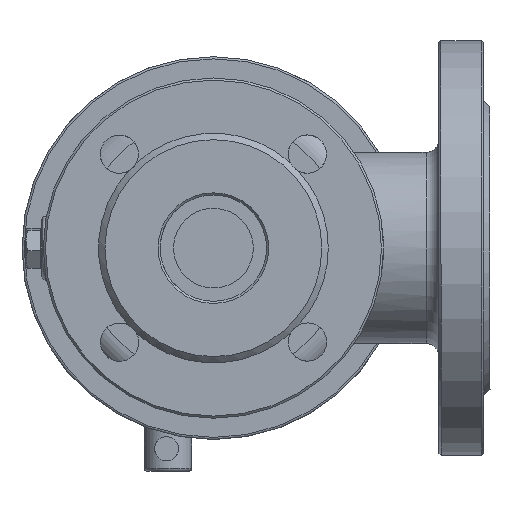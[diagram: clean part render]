
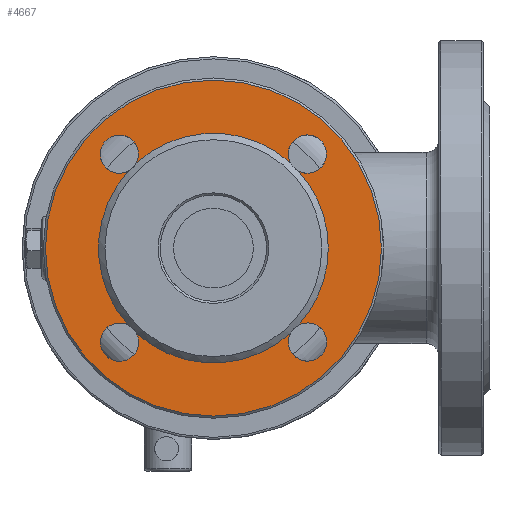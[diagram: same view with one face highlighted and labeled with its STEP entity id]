
A CAD part, front view. The second image highlights one B-rep face of the part: STEP entity #4667.
In plain terms, the highlighted planar face has unit normal (0, -1, 0).
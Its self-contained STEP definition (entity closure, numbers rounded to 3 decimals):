
#857=FACE_BOUND('',#1435,.T.);
#961=PLANE('',#5185);
#1139=FACE_OUTER_BOUND('',#1434,.T.);
#1434=EDGE_LOOP('',(#3628));
#1435=EDGE_LOOP('',(#3629,#3630,#3631,#3632,#3633,#3634,#3635,#3636,#3637,
#3638,#3639,#3640,#3641));
#1733=CIRCLE('',#5172,79.);
#1738=CIRCLE('',#5180,54.);
#1739=CIRCLE('',#5181,54.);
#1740=CIRCLE('',#5182,54.);
#1741=CIRCLE('',#5183,54.);
#1742=CIRCLE('',#5184,54.);
#1743=CIRCLE('',#5186,9.);
#1744=CIRCLE('',#5187,9.);
#1745=CIRCLE('',#5188,9.);
#1746=CIRCLE('',#5189,9.);
#1747=CIRCLE('',#5190,9.);
#1748=CIRCLE('',#5191,9.);
#1749=CIRCLE('',#5192,9.);
#1750=CIRCLE('',#5193,9.);
#2121=VERTEX_POINT('',#8969);
#2128=VERTEX_POINT('',#9022);
#2129=VERTEX_POINT('',#9023);
#2130=VERTEX_POINT('',#9030);
#2131=VERTEX_POINT('',#9033);
#2132=VERTEX_POINT('',#9035);
#2133=VERTEX_POINT('',#9042);
#2134=VERTEX_POINT('',#9044);
#2135=VERTEX_POINT('',#9051);
#2136=VERTEX_POINT('',#9053);
#2137=VERTEX_POINT('',#9062);
#2138=VERTEX_POINT('',#9065);
#2139=VERTEX_POINT('',#9068);
#2140=VERTEX_POINT('',#9071);
#2649=EDGE_CURVE('',#2121,#2121,#1733,.T.);
#2659=EDGE_CURVE('',#2128,#2130,#1738,.T.);
#2661=EDGE_CURVE('',#2130,#2131,#1739,.T.);
#2663=EDGE_CURVE('',#2132,#2133,#1740,.T.);
#2665=EDGE_CURVE('',#2134,#2135,#1741,.T.);
#2667=EDGE_CURVE('',#2136,#2129,#1742,.T.);
#2668=EDGE_CURVE('',#2136,#2137,#1743,.T.);
#2669=EDGE_CURVE('',#2137,#2135,#1744,.T.);
#2670=EDGE_CURVE('',#2134,#2138,#1745,.T.);
#2671=EDGE_CURVE('',#2138,#2133,#1746,.T.);
#2672=EDGE_CURVE('',#2132,#2139,#1747,.T.);
#2673=EDGE_CURVE('',#2139,#2131,#1748,.T.);
#2674=EDGE_CURVE('',#2128,#2140,#1749,.T.);
#2675=EDGE_CURVE('',#2140,#2129,#1750,.T.);
#3628=ORIENTED_EDGE('',*,*,#2649,.F.);
#3629=ORIENTED_EDGE('',*,*,#2667,.F.);
#3630=ORIENTED_EDGE('',*,*,#2668,.T.);
#3631=ORIENTED_EDGE('',*,*,#2669,.T.);
#3632=ORIENTED_EDGE('',*,*,#2665,.F.);
#3633=ORIENTED_EDGE('',*,*,#2670,.T.);
#3634=ORIENTED_EDGE('',*,*,#2671,.T.);
#3635=ORIENTED_EDGE('',*,*,#2663,.F.);
#3636=ORIENTED_EDGE('',*,*,#2672,.T.);
#3637=ORIENTED_EDGE('',*,*,#2673,.T.);
#3638=ORIENTED_EDGE('',*,*,#2661,.F.);
#3639=ORIENTED_EDGE('',*,*,#2659,.F.);
#3640=ORIENTED_EDGE('',*,*,#2674,.T.);
#3641=ORIENTED_EDGE('',*,*,#2675,.T.);
#4667=ADVANCED_FACE('',(#1139,#857),#961,.T.);
#5172=AXIS2_PLACEMENT_3D('',#8970,#6048,#6049);
#5180=AXIS2_PLACEMENT_3D('',#9031,#6066,#6067);
#5181=AXIS2_PLACEMENT_3D('',#9034,#6069,#6070);
#5182=AXIS2_PLACEMENT_3D('',#9043,#6071,#6072);
#5183=AXIS2_PLACEMENT_3D('',#9052,#6073,#6074);
#5184=AXIS2_PLACEMENT_3D('',#9060,#6075,#6076);
#5185=AXIS2_PLACEMENT_3D('',#9061,#6077,#6078);
#5186=AXIS2_PLACEMENT_3D('',#9063,#6079,#6080);
#5187=AXIS2_PLACEMENT_3D('',#9064,#6081,#6082);
#5188=AXIS2_PLACEMENT_3D('',#9066,#6083,#6084);
#5189=AXIS2_PLACEMENT_3D('',#9067,#6085,#6086);
#5190=AXIS2_PLACEMENT_3D('',#9069,#6087,#6088);
#5191=AXIS2_PLACEMENT_3D('',#9070,#6089,#6090);
#5192=AXIS2_PLACEMENT_3D('',#9072,#6091,#6092);
#5193=AXIS2_PLACEMENT_3D('',#9073,#6093,#6094);
#6048=DIRECTION('center_axis',(0.,1.,0.));
#6049=DIRECTION('ref_axis',(-1.,0.,0.));
#6066=DIRECTION('center_axis',(0.,-1.,0.));
#6067=DIRECTION('ref_axis',(-1.,0.,0.));
#6069=DIRECTION('center_axis',(0.,-1.,0.));
#6070=DIRECTION('ref_axis',(-1.,0.,0.));
#6071=DIRECTION('center_axis',(0.,-1.,0.));
#6072=DIRECTION('ref_axis',(-1.,0.,0.));
#6073=DIRECTION('center_axis',(0.,-1.,0.));
#6074=DIRECTION('ref_axis',(-1.,0.,0.));
#6075=DIRECTION('center_axis',(0.,-1.,0.));
#6076=DIRECTION('ref_axis',(-1.,0.,0.));
#6077=DIRECTION('center_axis',(0.,-1.,0.));
#6078=DIRECTION('ref_axis',(0.,0.,-1.));
#6079=DIRECTION('center_axis',(0.,1.,0.));
#6080=DIRECTION('ref_axis',(-1.,0.,0.));
#6081=DIRECTION('center_axis',(0.,1.,0.));
#6082=DIRECTION('ref_axis',(-1.,0.,0.));
#6083=DIRECTION('center_axis',(0.,1.,0.));
#6084=DIRECTION('ref_axis',(-1.,0.,0.));
#6085=DIRECTION('center_axis',(0.,1.,0.));
#6086=DIRECTION('ref_axis',(-1.,0.,0.));
#6087=DIRECTION('center_axis',(0.,1.,0.));
#6088=DIRECTION('ref_axis',(-1.,0.,0.));
#6089=DIRECTION('center_axis',(0.,1.,0.));
#6090=DIRECTION('ref_axis',(-1.,0.,0.));
#6091=DIRECTION('center_axis',(0.,1.,0.));
#6092=DIRECTION('ref_axis',(-1.,0.,0.));
#6093=DIRECTION('center_axis',(0.,1.,0.));
#6094=DIRECTION('ref_axis',(-1.,0.,0.));
#8969=CARTESIAN_POINT('',(39.,-57.,0.));
#8970=CARTESIAN_POINT('Origin',(-40.,-57.,0.));
#9022=CARTESIAN_POINT('',(0.078,-57.,-36.191));
#9023=CARTESIAN_POINT('',(-3.809,-57.,-40.078));
#9030=CARTESIAN_POINT('',(14.,-57.,0.));
#9031=CARTESIAN_POINT('Origin',(-40.,-57.,0.));
#9033=CARTESIAN_POINT('',(0.078,-57.,36.191));
#9034=CARTESIAN_POINT('Origin',(-40.,-57.,0.));
#9035=CARTESIAN_POINT('',(-3.809,-57.,40.078));
#9042=CARTESIAN_POINT('',(-76.191,-57.,40.078));
#9043=CARTESIAN_POINT('Origin',(-40.,-57.,0.));
#9044=CARTESIAN_POINT('',(-80.078,-57.,36.191));
#9051=CARTESIAN_POINT('',(-80.078,-57.,-36.191));
#9052=CARTESIAN_POINT('Origin',(-40.,-57.,0.));
#9053=CARTESIAN_POINT('',(-76.191,-57.,-40.078));
#9060=CARTESIAN_POINT('Origin',(-40.,-57.,0.));
#9061=CARTESIAN_POINT('Origin',(-40.,-57.,0.));
#9062=CARTESIAN_POINT('',(-75.194,-57.,-44.194));
#9063=CARTESIAN_POINT('Origin',(-84.194,-57.,-44.194));
#9064=CARTESIAN_POINT('Origin',(-84.194,-57.,-44.194));
#9065=CARTESIAN_POINT('',(-75.194,-57.,44.194));
#9066=CARTESIAN_POINT('Origin',(-84.194,-57.,44.194));
#9067=CARTESIAN_POINT('Origin',(-84.194,-57.,44.194));
#9068=CARTESIAN_POINT('',(13.194,-57.,44.194));
#9069=CARTESIAN_POINT('Origin',(4.194,-57.,44.194));
#9070=CARTESIAN_POINT('Origin',(4.194,-57.,44.194));
#9071=CARTESIAN_POINT('',(13.194,-57.,-44.194));
#9072=CARTESIAN_POINT('Origin',(4.194,-57.,-44.194));
#9073=CARTESIAN_POINT('Origin',(4.194,-57.,-44.194));
